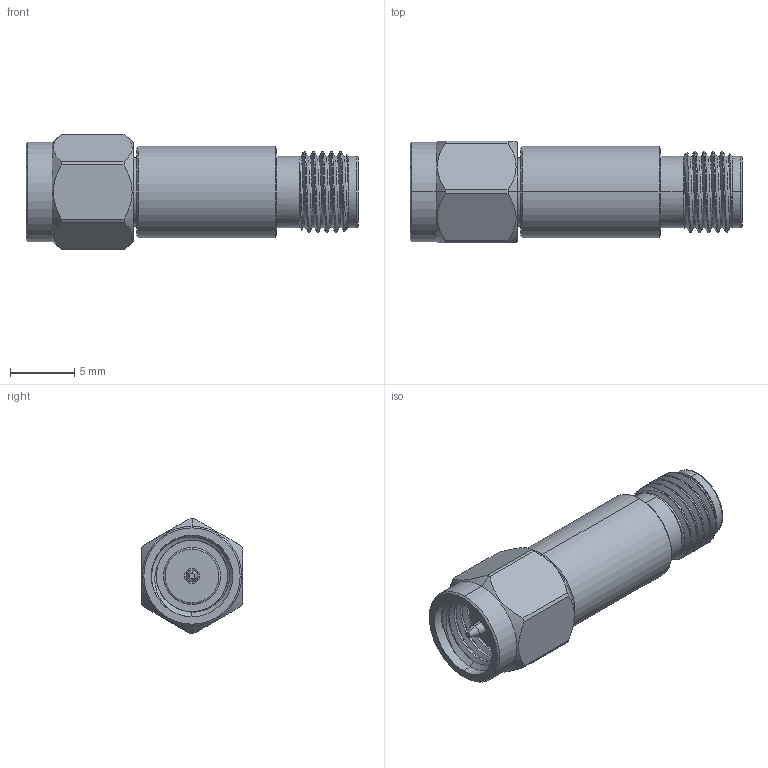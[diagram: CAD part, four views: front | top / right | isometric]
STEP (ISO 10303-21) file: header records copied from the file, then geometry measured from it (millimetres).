
FILE_DESCRIPTION (( 'STEP AP214' ), '1' );
FILE_NAME ('SA18E-18.step', '2021-05-07T20:24:17', ( '' ), ( '' ), 'SwSTEP 2.0', 'SolidWorks 2020', '' );
FILE_SCHEMA (( 'AUTOMOTIVE_DESIGN' ));
Length unit declared in the file: inch
Products named in the file (1): SA18E-18
Bounding box: 25.91 x 7.94 x 8.99 mm (x, y, z)
Volume: 903.8 mm3; surface area: 972.1 mm2
Topology: 1 solids, 1 shells, 104 faces, 249 edges, 157 vertices
Faces by surface type: cylinder 53, cone 23, plane 18, bspline 8, torus 2
Entity records: 6324 total; most frequent: CARTESIAN_POINT 3834, ORIENTED_EDGE 498, DIRECTION 438, EDGE_CURVE 249, AXIS2_PLACEMENT_3D 180, VERTEX_POINT 157, EDGE_LOOP 114, FACE_OUTER_BOUND 104
